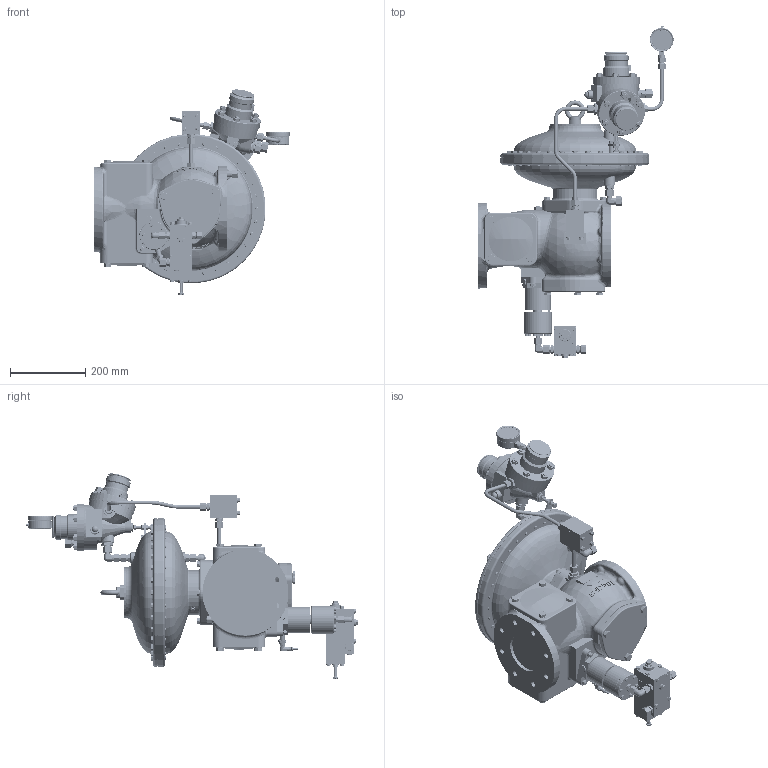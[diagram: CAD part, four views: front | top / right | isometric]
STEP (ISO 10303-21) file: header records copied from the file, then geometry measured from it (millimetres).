
FILE_DESCRIPTION (( 'STEP AP214' ), '1' );
FILE_NAME ('HON372_DN100_DN100_PN16_610_670_R_RE2;K16;K17.STEP', '2021-10-07T10:02:39', ( '' ), ( '' ), 'SwSTEP 2.0', 'SolidWorks 2019', '' );
FILE_SCHEMA (( 'AUTOMOTIVE_DESIGN' ));
Length unit declared in the file: millimetre
Products named in the file (1): HON372_DN100_DN100_PN16_610_670_R_RE2;K16;K17
Bounding box: 519.42 x 882.99 x 545.99 mm (x, y, z)
Volume: 29424178 mm3; surface area: 1266963.4 mm2
Topology: 77 solids, 77 shells, 5037 faces, 11318 edges, 6773 vertices
Faces by surface type: plane 2134, cone 1310, cylinder 1036, torus 313, bspline 179, sphere 65
Entity records: 166772 total; most frequent: CARTESIAN_POINT 49866, DIRECTION 23124, ORIENTED_EDGE 22614, EDGE_CURVE 11307, AXIS2_PLACEMENT_3D 9642, VERTEX_POINT 6771, EDGE_LOOP 5402, ADVANCED_FACE 5037
